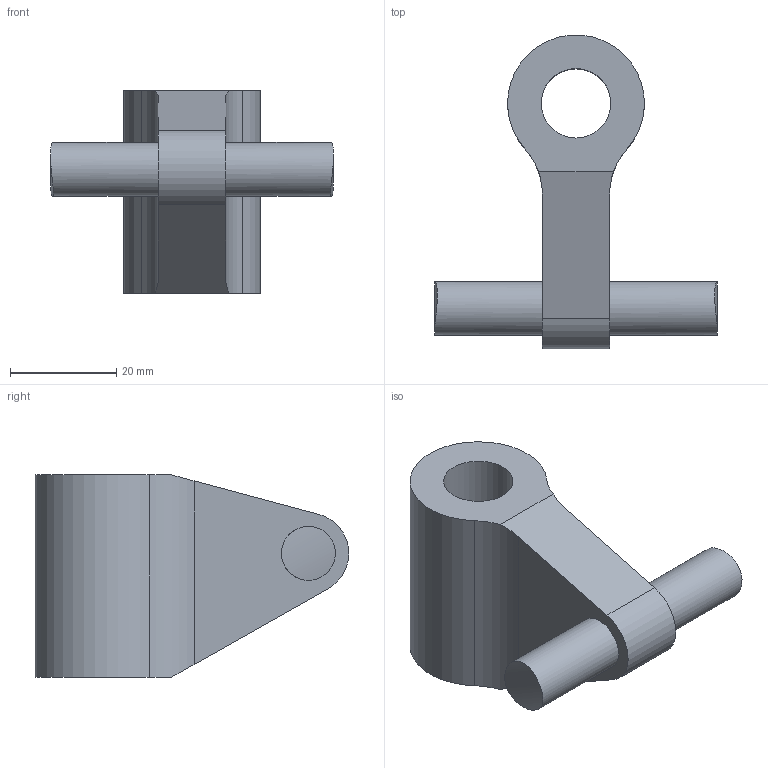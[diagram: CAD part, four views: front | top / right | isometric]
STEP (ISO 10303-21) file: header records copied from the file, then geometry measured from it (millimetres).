
FILE_DESCRIPTION( ( '' ), ' ' );
FILE_NAME( '5bef93faab0ece14cfc27f31.step', '2018-11-17T04:07:22', ( '' ), ( '' ), ' ', ' ', ' ' );
FILE_SCHEMA( ( 'AUTOMOTIVE_DESIGN { 1 0 10303 214 1 1 1 1 }' ) );
Length unit declared in the file: metre
Products named in the file (1): verticalHingeBoomKicker
Bounding box: 53.34 x 59.11 x 38.1 mm (x, y, z)
Volume: 28740.6 mm3; surface area: 8922.2 mm2
Topology: 1 solids, 1 shells, 15 faces, 34 edges, 23 vertices
Faces by surface type: cylinder 9, plane 6
Full cylindrical faces by diameter (mm): 10.16 x2, 13.091 x1
Entity records: 698 total; most frequent: CARTESIAN_POINT 222, DIRECTION 76, ORIENTED_EDGE 60, AXIS2_PLACEMENT_3D 32, EDGE_CURVE 30, EDGE_LOOP 22, VERTEX_POINT 22, FACE_OUTER_BOUND 18
